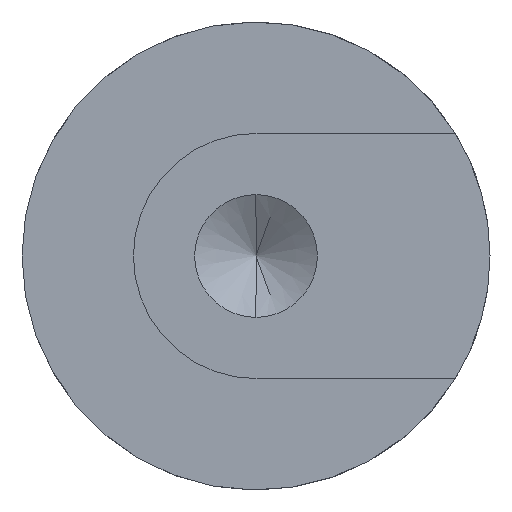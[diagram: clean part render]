
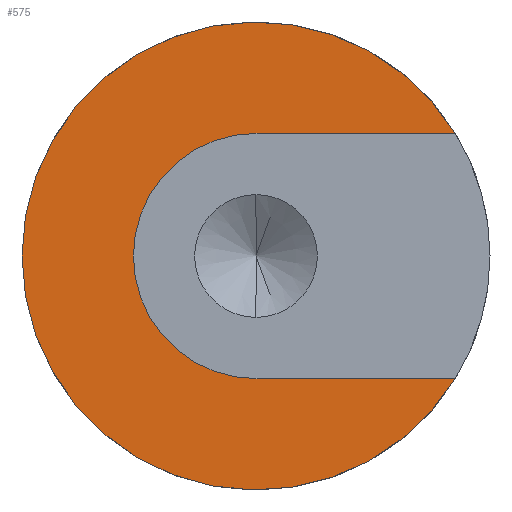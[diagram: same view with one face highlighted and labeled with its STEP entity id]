
A CAD part, left-side view. The second image highlights one B-rep face of the part: STEP entity #575.
In plain terms, the highlighted planar face has unit normal (-1, 0, 0).
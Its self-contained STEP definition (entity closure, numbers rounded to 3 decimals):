
#10 = AXIS2_PLACEMENT_3D ( 'NONE', #360, #787, #662 ) ;
#63 = DIRECTION ( 'NONE',  ( 0., -1., 0. ) ) ;
#75 = DIRECTION ( 'NONE',  ( 0., -1., 0. ) ) ;
#130 = CIRCLE ( 'NONE', #10, 9.525 ) ;
#148 = EDGE_CURVE ( 'NONE', #478, #450, #130, .T. ) ;
#162 = CARTESIAN_POINT ( 'NONE',  ( 0., -8.113, 4.991 ) ) ;
#202 = EDGE_CURVE ( 'NONE', #590, #478, #701, .T. ) ;
#225 = EDGE_CURVE ( 'NONE', #353, #548, #447, .T. ) ;
#246 = CARTESIAN_POINT ( 'NONE',  ( 0., 4.991, 0. ) ) ;
#296 = CARTESIAN_POINT ( 'NONE',  ( 0., 9.525, 0. ) ) ;
#298 = CIRCLE ( 'NONE', #521, 4.991 ) ;
#304 = VERTEX_POINT ( 'NONE', #509 ) ;
#305 = FACE_OUTER_BOUND ( 'NONE', #698, .T. ) ;
#316 = ORIENTED_EDGE ( 'NONE', *, *, #706, .F. ) ;
#320 = EDGE_CURVE ( 'NONE', #548, #304, #298, .T. ) ;
#353 = VERTEX_POINT ( 'NONE', #571 ) ;
#360 = CARTESIAN_POINT ( 'NONE',  ( 0., 0., 0. ) ) ;
#363 = VECTOR ( 'NONE', #584, 1000. ) ;
#369 = CARTESIAN_POINT ( 'NONE',  ( 0., -8.113, -4.991 ) ) ;
#389 = CARTESIAN_POINT ( 'NONE',  ( 0., 0., 0. ) ) ;
#403 = CARTESIAN_POINT ( 'NONE',  ( 0., 9.525, 0. ) ) ;
#406 = LINE ( 'NONE', #576, #363 ) ;
#426 = ORIENTED_EDGE ( 'NONE', *, *, #320, .F. ) ;
#436 = AXIS2_PLACEMENT_3D ( 'NONE', #547, #553, #794 ) ;
#437 = VECTOR ( 'NONE', #737, 1000. ) ;
#447 = CIRCLE ( 'NONE', #589, 4.991 ) ;
#450 = VERTEX_POINT ( 'NONE', #162 ) ;
#467 = EDGE_CURVE ( 'NONE', #304, #590, #406, .T. ) ;
#472 = AXIS2_PLACEMENT_3D ( 'NONE', #296, #611, #551 ) ;
#478 = VERTEX_POINT ( 'NONE', #403 ) ;
#509 = CARTESIAN_POINT ( 'NONE',  ( 0., 0., -4.991 ) ) ;
#521 = AXIS2_PLACEMENT_3D ( 'NONE', #389, #758, #75 ) ;
#547 = CARTESIAN_POINT ( 'NONE',  ( 0., 0., 0. ) ) ;
#548 = VERTEX_POINT ( 'NONE', #246 ) ;
#551 = DIRECTION ( 'NONE',  ( 0., -1., 0. ) ) ;
#553 = DIRECTION ( 'NONE',  ( 1., 0., 0. ) ) ;
#571 = CARTESIAN_POINT ( 'NONE',  ( 0., 0., 4.991 ) ) ;
#575 = ADVANCED_FACE ( 'NONE', ( #305 ), #720, .T. ) ;
#576 = CARTESIAN_POINT ( 'NONE',  ( 0., 0., -4.991 ) ) ;
#584 = DIRECTION ( 'NONE',  ( 0., -1., 0. ) ) ;
#588 = ORIENTED_EDGE ( 'NONE', *, *, #225, .F. ) ;
#589 = AXIS2_PLACEMENT_3D ( 'NONE', #749, #680, #63 ) ;
#590 = VERTEX_POINT ( 'NONE', #369 ) ;
#611 = DIRECTION ( 'NONE',  ( -1., 0., 0. ) ) ;
#632 = LINE ( 'NONE', #674, #437 ) ;
#635 = ORIENTED_EDGE ( 'NONE', *, *, #467, .F. ) ;
#662 = DIRECTION ( 'NONE',  ( 0., 1., 0. ) ) ;
#672 = ORIENTED_EDGE ( 'NONE', *, *, #202, .F. ) ;
#674 = CARTESIAN_POINT ( 'NONE',  ( 0., 0., 4.991 ) ) ;
#680 = DIRECTION ( 'NONE',  ( -1., 0., 0. ) ) ;
#698 = EDGE_LOOP ( 'NONE', ( #316, #747, #672, #635, #426, #588 ) ) ;
#701 = CIRCLE ( 'NONE', #436, 9.525 ) ;
#706 = EDGE_CURVE ( 'NONE', #450, #353, #632, .T. ) ;
#720 = PLANE ( 'NONE',  #472 ) ;
#737 = DIRECTION ( 'NONE',  ( 0., 1., 0. ) ) ;
#747 = ORIENTED_EDGE ( 'NONE', *, *, #148, .F. ) ;
#749 = CARTESIAN_POINT ( 'NONE',  ( 0., 0., 0. ) ) ;
#758 = DIRECTION ( 'NONE',  ( -1., 0., 0. ) ) ;
#787 = DIRECTION ( 'NONE',  ( 1., 0., 0. ) ) ;
#794 = DIRECTION ( 'NONE',  ( 0., 1., 0. ) ) ;
